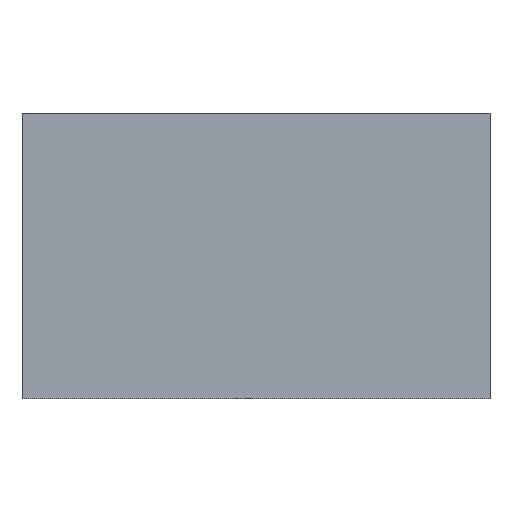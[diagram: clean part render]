
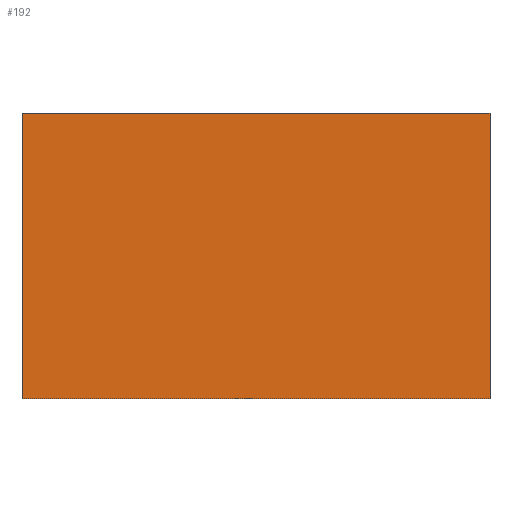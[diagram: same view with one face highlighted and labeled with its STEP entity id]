
A CAD part, left-side view. The second image highlights one B-rep face of the part: STEP entity #192.
In plain terms, the highlighted planar face has unit normal (-1, 0, 0).
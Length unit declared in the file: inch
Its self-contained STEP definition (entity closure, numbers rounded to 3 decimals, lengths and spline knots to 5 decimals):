
#24=FACE_OUTER_BOUND('',#35,.T.);
#35=EDGE_LOOP('',(#159,#160,#161,#162));
#52=LINE('',#289,#76);
#54=LINE('',#293,#78);
#60=LINE('',#304,#84);
#61=LINE('',#306,#85);
#76=VECTOR('',#236,1.25);
#78=VECTOR('',#240,2.05);
#84=VECTOR('',#250,2.05);
#85=VECTOR('',#253,1.25);
#95=VERTEX_POINT('',#282);
#98=VERTEX_POINT('',#287);
#99=VERTEX_POINT('',#292);
#102=VERTEX_POINT('',#302);
#116=EDGE_CURVE('',#95,#98,#52,.T.);
#118=EDGE_CURVE('',#99,#95,#54,.T.);
#124=EDGE_CURVE('',#102,#98,#60,.T.);
#125=EDGE_CURVE('',#102,#99,#61,.T.);
#159=ORIENTED_EDGE('',*,*,#118,.T.);
#160=ORIENTED_EDGE('',*,*,#116,.T.);
#161=ORIENTED_EDGE('',*,*,#124,.F.);
#162=ORIENTED_EDGE('',*,*,#125,.T.);
#182=PLANE('',#210);
#192=ADVANCED_FACE('',(#24),#182,.F.);
#210=AXIS2_PLACEMENT_3D('',#305,#251,#252);
#236=DIRECTION('',(0.,0.,1.));
#240=DIRECTION('',(0.,-1.,0.));
#250=DIRECTION('',(0.,-1.,0.));
#251=DIRECTION('center_axis',(1.,0.,0.));
#252=DIRECTION('ref_axis',(0.,0.,-1.));
#253=DIRECTION('',(0.,0.,-1.));
#282=CARTESIAN_POINT('',(-10.04589,3.75,70.75));
#287=CARTESIAN_POINT('',(-10.04589,3.75,72.));
#289=CARTESIAN_POINT('',(-10.04589,3.75,70.75));
#292=CARTESIAN_POINT('',(-10.04589,5.8,70.75));
#293=CARTESIAN_POINT('',(-10.04589,5.8,70.75));
#302=CARTESIAN_POINT('',(-10.04589,5.8,72.));
#304=CARTESIAN_POINT('',(-10.04589,5.8,72.));
#305=CARTESIAN_POINT('Origin',(-10.04589,19685.03937,71.19382));
#306=CARTESIAN_POINT('',(-10.04589,5.8,72.));
